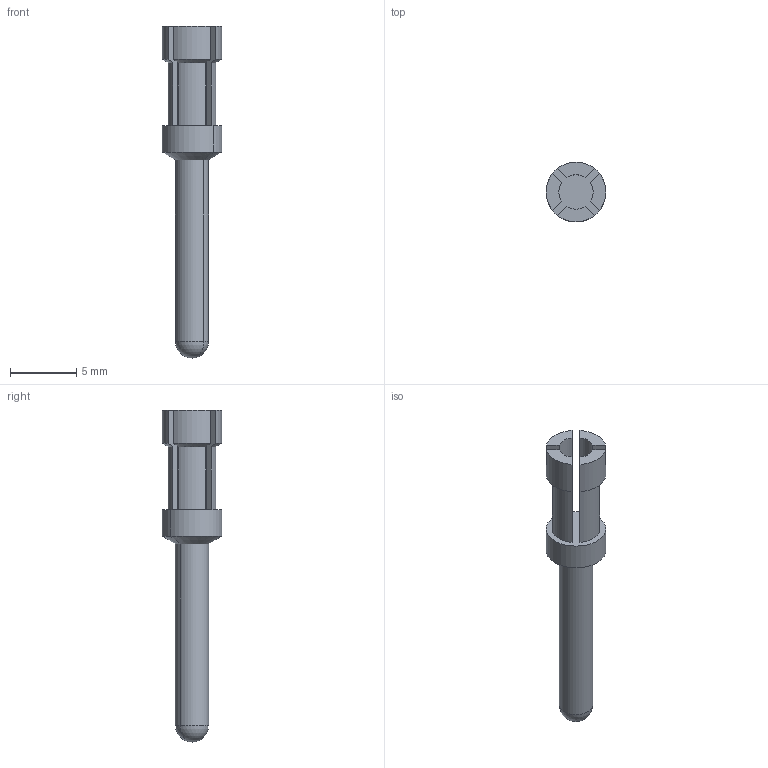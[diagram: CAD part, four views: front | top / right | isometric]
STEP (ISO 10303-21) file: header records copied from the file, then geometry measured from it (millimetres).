
FILE_DESCRIPTION(('Creo Elements/Direct Modeling STEP Export'),'2;1');
FILE_NAME('0lndrr04d35isll344','2017-10-06T11:11:37',(''),(''),'PTC Creo Elements/Direct Modeling STEP processor for AP214 (Solid Model)','PTC Creo Elements/Direct Modeling 19.0B 21-Mar-2015 (C) Parametric Technology GmbH','');
FILE_SCHEMA(('AUTOMOTIVE_DESIGN { 1 0 10303 214 1 1 1 1 }'));
Length unit declared in the file: millimetre
Products named in the file (2): CCMFA
Assembly tree (1 placements, depth 2):
  CCMFA
    CCMFA
Bounding box: 4.5 x 4.5 x 25 mm (x, y, z)
Volume: 148.4 mm3; surface area: 338.9 mm2
Topology: 1 solids, 1 shells, 37 faces, 90 edges, 57 vertices
Faces by surface type: cylinder 16, plane 13, cone 6, sphere 2
Entity records: 1034 total; most frequent: CARTESIAN_POINT 245, ORIENTED_EDGE 176, DIRECTION 122, EDGE_CURVE 88, VERTEX_POINT 57, VECTOR 46, LINE 46, EDGE_LOOP 41
